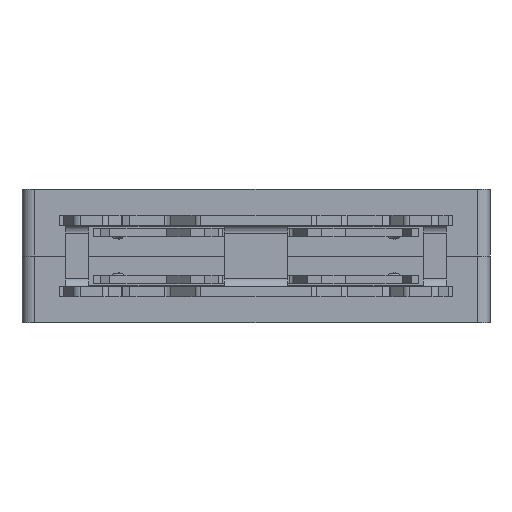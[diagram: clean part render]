
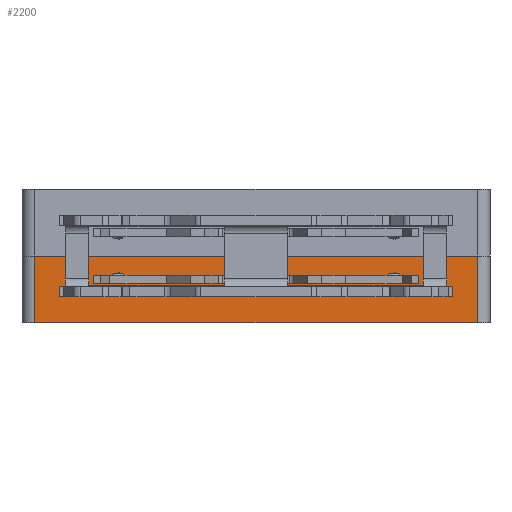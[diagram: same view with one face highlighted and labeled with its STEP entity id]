
A CAD part, front view. The second image highlights one B-rep face of the part: STEP entity #2200.
In plain terms, the highlighted planar face has unit normal (0, -1, 0).
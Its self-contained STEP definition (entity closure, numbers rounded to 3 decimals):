
#1080=CARTESIAN_POINT('',(-19.85,13.3,0.));
#1090=DIRECTION('',(-0.,-1.,-0.));
#1100=DIRECTION('',(-1.,0.,0.));
#1110=AXIS2_PLACEMENT_3D('',#1080,#1090,#1100);
#1120=PLANE('',#1110);
#1130=CARTESIAN_POINT('',(-26.5,13.3,0.));
#1140=DIRECTION('',(0.,0.,-1.));
#1150=VECTOR('',#1140,1.);
#1160=LINE('',#1130,#1150);
#1170=CARTESIAN_POINT('',(-26.5,13.3,-0.));
#1180=VERTEX_POINT('',#1170);
#1190=CARTESIAN_POINT('',(-26.5,13.3,-8.));
#1200=VERTEX_POINT('',#1190);
#1210=EDGE_CURVE('',#1180,#1200,#1160,.T.);
#1220=ORIENTED_EDGE('',*,*,#1210,.T.);
#1230=CARTESIAN_POINT('',(0.,13.3,-0.));
#1240=DIRECTION('',(1.,0.,0.));
#1250=VECTOR('',#1240,1.);
#1260=LINE('',#1230,#1250);
#1270=CARTESIAN_POINT('',(-2.55,13.3,0.))
;
#1280=VERTEX_POINT('',#1270);
#1290=EDGE_CURVE('',#1180,#1280,#1260,.T.);
#1300=ORIENTED_EDGE('',*,*,#1290,.F.);
#1310=CARTESIAN_POINT('',(0.,13.3,0.));
#1320=DIRECTION('',(0.,1.,0.));
#1330=DIRECTION('',(1.,0.,0.));
#1340=AXIS2_PLACEMENT_3D('',#1310,#1320,#1330);
#1350=CIRCLE('',#1340,2.55);
#1360=CARTESIAN_POINT('',(2.55,13.3,0.));
#1370=VERTEX_POINT('',#1360);
#1380=EDGE_CURVE('',#1370,#1280,#1350,.T.);
#1390=ORIENTED_EDGE('',*,*,#1380,.T.);
#1400=CARTESIAN_POINT('',(26.5,13.3,0.));
#1410=VERTEX_POINT('',#1400);
#1420=EDGE_CURVE('',#1370,#1410,#1260,.T.);
#1430=ORIENTED_EDGE('',*,*,#1420,.F.);
#1440=CARTESIAN_POINT('',(26.5,13.3,0.));
#1450=DIRECTION('',(0.,0.,-1.));
#1460=VECTOR('',#1450,1.);
#1470=LINE('',#1440,#1460);
#1480=CARTESIAN_POINT('',(26.5,13.3,-8.));
#1490=VERTEX_POINT('',#1480);
#1500=EDGE_CURVE('',#1410,#1490,#1470,.T.);
#1510=ORIENTED_EDGE('',*,*,#1500,.F.);
#1520=CARTESIAN_POINT('',(0.,13.3,-8.));
#1530=DIRECTION('',(-1.,-0.,0.));
#1540=VECTOR('',#1530,1.);
#1550=LINE('',#1520,#1540);
#1560=EDGE_CURVE('',#1490,#1200,#1550,.T.);
#1570=ORIENTED_EDGE('',*,*,#1560,.F.);
#1580=EDGE_LOOP('',(#1570,#1510,#1430,#1390,#1300,#1220));
#1590=FACE_OUTER_BOUND('',#1580,.T.);
#1600=CARTESIAN_POINT('',(0.,13.3,-3.3));
#1610=DIRECTION('',(1.,0.,0.));
#1620=VECTOR('',#1610,1.);
#1630=LINE('',#1600,#1620);
#1640=CARTESIAN_POINT('',(2.3,13.3,
-3.3));
#1650=VERTEX_POINT('',#1640);
#1660=CARTESIAN_POINT('',(19.5,13.3,
-3.3));
#1670=VERTEX_POINT('',#1660);
#1680=EDGE_CURVE('',#1650,#1670,#1630,.T.);
#1690=ORIENTED_EDGE('',*,*,#1680,.F.);
#1700=CARTESIAN_POINT('',(19.5,13.3,0.));
#1710=DIRECTION('',(-0.,0.,1.));
#1720=VECTOR('',#1710,1.);
#1730=LINE('',#1700,#1720);
#1740=CARTESIAN_POINT('',(19.5,13.3,
-2.3));
#1750=VERTEX_POINT('',#1740);
#1760=EDGE_CURVE('',#1670,#1750,#1730,.T.);
#1770=ORIENTED_EDGE('',*,*,#1760,.F.);
#1780=CARTESIAN_POINT('',(0.,13.3,-2.3));
#1790=DIRECTION('',(1.,0.,0.));
#1800=VECTOR('',#1790,1.);
#1810=LINE('',#1780,#1800);
#1820=CARTESIAN_POINT('',(2.3,13.3,
-2.3));
#1830=VERTEX_POINT('',#1820);
#1840=EDGE_CURVE('',#1830,#1750,#1810,.T.);
#1850=ORIENTED_EDGE('',*,*,#1840,.T.);
#1860=CARTESIAN_POINT('',(2.3,13.3,0.));
#1870=DIRECTION('',(-0.,0.,-1.));
#1880=VECTOR('',#1870,1.);
#1890=LINE('',#1860,#1880);
#1900=EDGE_CURVE('',#1830,#1650,#1890,.T.);
#1910=ORIENTED_EDGE('',*,*,#1900,.F.);
#1920=EDGE_LOOP('',(#1910,#1850,#1770,#1690));
#1930=FACE_BOUND('',#1920,.T.);
#1940=CARTESIAN_POINT('',(-19.5,13.3,
-3.3));
#1950=VERTEX_POINT('',#1940);
#1960=CARTESIAN_POINT('',(-2.3,13.3,
-3.3));
#1970=VERTEX_POINT('',#1960);
#1980=EDGE_CURVE('',#1950,#1970,#1630,.T.);
#1990=ORIENTED_EDGE('',*,*,#1980,.F.);
#2000=CARTESIAN_POINT('',(-2.3,13.3,0.));
#2010=DIRECTION('',(-0.,0.,1.));
#2020=VECTOR('',#2010,1.);
#2030=LINE('',#2000,#2020);
#2040=CARTESIAN_POINT('',(-2.3,13.3,
-2.3));
#2050=VERTEX_POINT('',#2040);
#2060=EDGE_CURVE('',#1970,#2050,#2030,.T.);
#2070=ORIENTED_EDGE('',*,*,#2060,.F.);
#2080=CARTESIAN_POINT('',(-19.5,13.3,
-2.3));
#2090=VERTEX_POINT('',#2080);
#2100=EDGE_CURVE('',#2090,#2050,#1810,.T.);
#2110=ORIENTED_EDGE('',*,*,#2100,.T.);
#2120=CARTESIAN_POINT('',(-19.5,13.3,0.));
#2130=DIRECTION('',(-0.,0.,-1.));
#2140=VECTOR('',#2130,1.);
#2150=LINE('',#2120,#2140);
#2160=EDGE_CURVE('',#2090,#1950,#2150,.T.);
#2170=ORIENTED_EDGE('',*,*,#2160,.F.);
#2180=EDGE_LOOP('',(#2170,#2110,#2070,#1990));
#2190=FACE_BOUND('',#2180,.T.);
#2200=ADVANCED_FACE('',(#1590,#1930,#2190),#1120,.T.);
